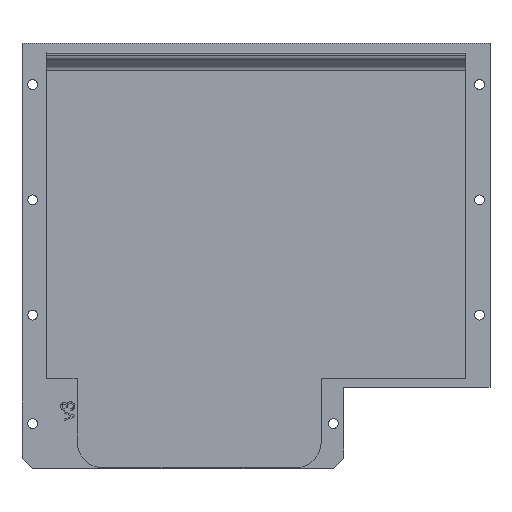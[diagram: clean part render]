
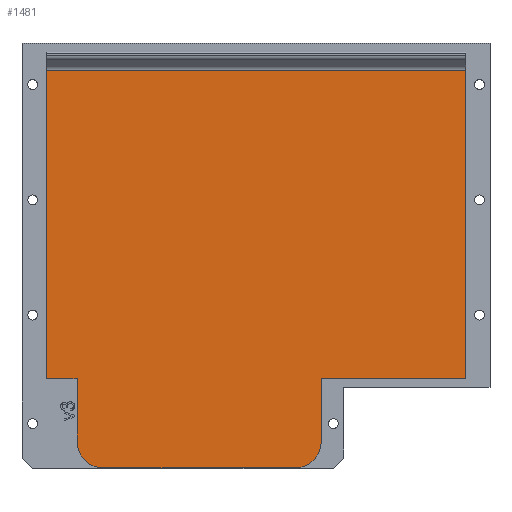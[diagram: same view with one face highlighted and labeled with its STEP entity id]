
A CAD part, top view. The second image highlights one B-rep face of the part: STEP entity #1481.
In plain terms, the highlighted planar face has unit normal (0, 0, 1).
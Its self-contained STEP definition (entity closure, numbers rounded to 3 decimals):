
#155=CIRCLE('',#1558,9.5);
#156=CIRCLE('',#1561,9.5);
#232=FACE_OUTER_BOUND('',#327,.T.);
#327=EDGE_LOOP('',(#1360,#1361,#1362,#1363,#1364,#1365,#1366,#1367,#1368,
#1369,#1370));
#337=LINE('',#1868,#468);
#341=LINE('',#1877,#472);
#444=LINE('',#2734,#575);
#446=LINE('',#2738,#577);
#449=LINE('',#2746,#580);
#452=LINE('',#2754,#583);
#454=LINE('',#2758,#585);
#456=LINE('',#2762,#587);
#458=LINE('',#2765,#589);
#468=VECTOR('',#1588,10.);
#472=VECTOR('',#1596,10.);
#575=VECTOR('',#1805,10.);
#577=VECTOR('',#1809,10.);
#580=VECTOR('',#1818,10.);
#583=VECTOR('',#1827,10.);
#585=VECTOR('',#1831,10.);
#587=VECTOR('',#1835,10.);
#589=VECTOR('',#1839,10.);
#599=VERTEX_POINT('',#1865);
#600=VERTEX_POINT('',#1867);
#603=VERTEX_POINT('',#1875);
#724=VERTEX_POINT('',#2733);
#725=VERTEX_POINT('',#2737);
#726=VERTEX_POINT('',#2741);
#727=VERTEX_POINT('',#2745);
#728=VERTEX_POINT('',#2749);
#729=VERTEX_POINT('',#2753);
#730=VERTEX_POINT('',#2757);
#731=VERTEX_POINT('',#2761);
#743=EDGE_CURVE('',#600,#599,#337,.T.);
#748=EDGE_CURVE('',#603,#599,#341,.T.);
#928=EDGE_CURVE('',#724,#600,#444,.T.);
#930=EDGE_CURVE('',#725,#724,#446,.T.);
#932=EDGE_CURVE('',#726,#725,#155,.T.);
#934=EDGE_CURVE('',#727,#726,#449,.T.);
#936=EDGE_CURVE('',#728,#727,#156,.T.);
#938=EDGE_CURVE('',#729,#728,#452,.T.);
#940=EDGE_CURVE('',#730,#729,#454,.T.);
#942=EDGE_CURVE('',#731,#730,#456,.T.);
#944=EDGE_CURVE('',#603,#731,#458,.T.);
#1360=ORIENTED_EDGE('',*,*,#748,.F.);
#1361=ORIENTED_EDGE('',*,*,#944,.T.);
#1362=ORIENTED_EDGE('',*,*,#942,.T.);
#1363=ORIENTED_EDGE('',*,*,#940,.T.);
#1364=ORIENTED_EDGE('',*,*,#938,.T.);
#1365=ORIENTED_EDGE('',*,*,#936,.T.);
#1366=ORIENTED_EDGE('',*,*,#934,.T.);
#1367=ORIENTED_EDGE('',*,*,#932,.T.);
#1368=ORIENTED_EDGE('',*,*,#930,.T.);
#1369=ORIENTED_EDGE('',*,*,#928,.T.);
#1370=ORIENTED_EDGE('',*,*,#743,.T.);
#1405=PLANE('',#1566);
#1481=ADVANCED_FACE('',(#232),#1405,.F.);
#1558=AXIS2_PLACEMENT_3D('',#2742,#1813,#1814);
#1561=AXIS2_PLACEMENT_3D('',#2750,#1822,#1823);
#1566=AXIS2_PLACEMENT_3D('',#2766,#1840,#1841);
#1588=DIRECTION('',(0.,1.,0.));
#1596=DIRECTION('',(1.,0.,0.));
#1805=DIRECTION('',(1.,0.,0.));
#1809=DIRECTION('',(0.,1.,0.));
#1813=DIRECTION('center_axis',(0.,0.,1.));
#1814=DIRECTION('ref_axis',(1.,0.,0.));
#1818=DIRECTION('',(1.,0.,0.));
#1822=DIRECTION('center_axis',(0.,0.,1.));
#1823=DIRECTION('ref_axis',(0.,-1.,0.));
#1827=DIRECTION('',(0.,-1.,0.));
#1831=DIRECTION('',(0.,-1.,0.));
#1835=DIRECTION('',(1.,0.,0.));
#1839=DIRECTION('',(0.,-1.,0.));
#1840=DIRECTION('center_axis',(0.,0.,-1.));
#1841=DIRECTION('ref_axis',(1.,0.,0.));
#1865=CARTESIAN_POINT('',(77.25,320.022,-29.8));
#1867=CARTESIAN_POINT('',(77.25,206.3,-29.8));
#1868=CARTESIAN_POINT('',(77.25,206.3,-29.8));
#1875=CARTESIAN_POINT('',(-77.25,320.022,-29.8));
#1877=CARTESIAN_POINT('',(38.625,320.022,-29.8));
#2733=CARTESIAN_POINT('',(24.,206.3,-29.8));
#2734=CARTESIAN_POINT('',(77.25,206.3,-29.8));
#2737=CARTESIAN_POINT('',(24.,183.05,-29.8));
#2738=CARTESIAN_POINT('',(24.,206.3,-29.8));
#2741=CARTESIAN_POINT('',(14.5,173.55,-29.8));
#2742=CARTESIAN_POINT('Origin',(14.5,183.05,-29.8));
#2745=CARTESIAN_POINT('',(-56.5,173.55,-29.8));
#2746=CARTESIAN_POINT('',(14.5,173.55,-29.8));
#2749=CARTESIAN_POINT('',(-66.,183.05,-29.8));
#2750=CARTESIAN_POINT('Origin',(-56.5,183.05,-29.8));
#2753=CARTESIAN_POINT('',(-66.,206.05,-29.8));
#2754=CARTESIAN_POINT('',(-66.,203.05,-29.8));
#2757=CARTESIAN_POINT('',(-66.,206.3,-29.8));
#2758=CARTESIAN_POINT('',(-66.,206.05,-29.8));
#2761=CARTESIAN_POINT('',(-77.25,206.3,-29.8));
#2762=CARTESIAN_POINT('',(-77.25,206.3,-29.8));
#2765=CARTESIAN_POINT('',(-77.25,206.3,-29.8));
#2766=CARTESIAN_POINT('Origin',(0.,250.2,-29.8));
